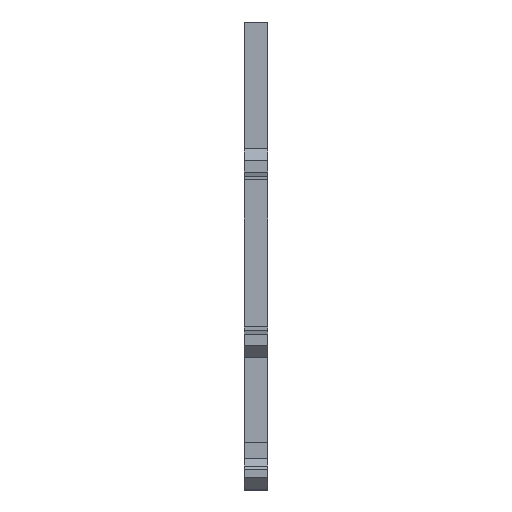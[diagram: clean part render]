
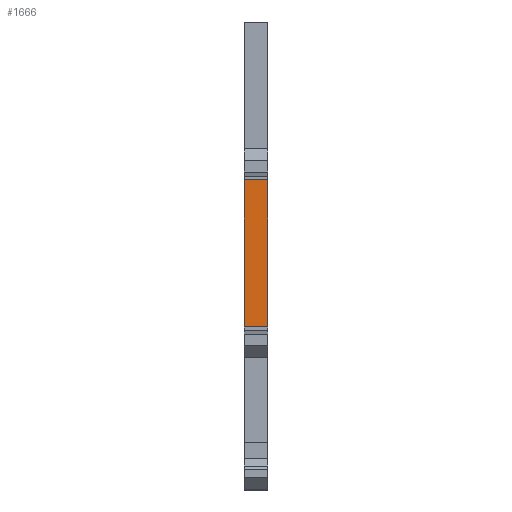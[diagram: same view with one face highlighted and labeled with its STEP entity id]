
A CAD part, top view. The second image highlights one B-rep face of the part: STEP entity #1666.
In plain terms, the highlighted planar face has unit normal (0, 0, 1).
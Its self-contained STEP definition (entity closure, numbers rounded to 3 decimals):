
#31 = AXIS2_PLACEMENT_3D ( 'NONE', #1201, #987, #998 ) ;
#653 = EDGE_LOOP ( 'NONE', ( #980, #988, #990, #1020 ) ) ;
#775 = VERTEX_POINT ( 'NONE', #2886 ) ;
#843 = VERTEX_POINT ( 'NONE', #2371 ) ;
#845 = VERTEX_POINT ( 'NONE', #2539 ) ;
#883 = VERTEX_POINT ( 'NONE', #1976 ) ;
#980 = ORIENTED_EDGE ( 'NONE', *, *, #2246, .F. ) ;
#987 = DIRECTION ( 'NONE',  ( 0., 0., -1. ) ) ;
#988 = ORIENTED_EDGE ( 'NONE', *, *, #2145, .F. ) ;
#990 = ORIENTED_EDGE ( 'NONE', *, *, #2355, .T. ) ;
#998 = DIRECTION ( 'NONE',  ( 0., 1., 0. ) ) ;
#1020 = ORIENTED_EDGE ( 'NONE', *, *, #2433, .T. ) ;
#1061 = PLANE ( 'NONE',  #31 ) ;
#1201 = CARTESIAN_POINT ( 'NONE',  ( 42., 0., 3. ) ) ;
#1375 = VECTOR ( 'NONE', #1836, 1000. ) ;
#1392 = LINE ( 'NONE', #1886, #1375 ) ;
#1437 = VECTOR ( 'NONE', #2037, 1000. ) ;
#1442 = LINE ( 'NONE', #2035, #1437 ) ;
#1605 = VECTOR ( 'NONE', #2273, 1000. ) ;
#1614 = LINE ( 'NONE', #2306, #1605 ) ;
#1666 = ADVANCED_FACE ( 'NONE', ( #2267 ), #1061, .F. ) ;
#1738 = VECTOR ( 'NONE', #2525, 1000. ) ;
#1754 = LINE ( 'NONE', #2517, #1738 ) ;
#1836 = DIRECTION ( 'NONE',  ( 1., 0., 0. ) ) ;
#1886 = CARTESIAN_POINT ( 'NONE',  ( 42., 379., 3. ) ) ;
#1976 = CARTESIAN_POINT ( 'NONE',  ( 42., 379., 3. ) ) ;
#2035 = CARTESIAN_POINT ( 'NONE',  ( 42., 0., 3. ) ) ;
#2037 = DIRECTION ( 'NONE',  ( 0., -1., 0. ) ) ;
#2145 = EDGE_CURVE ( 'NONE', #845, #775, #1754, .T. ) ;
#2246 = EDGE_CURVE ( 'NONE', #775, #843, #1614, .T. ) ;
#2267 = FACE_OUTER_BOUND ( 'NONE', #653, .T. ) ;
#2273 = DIRECTION ( 'NONE',  ( 0., -1., 0. ) ) ;
#2306 = CARTESIAN_POINT ( 'NONE',  ( 45., 0., 3. ) ) ;
#2355 = EDGE_CURVE ( 'NONE', #845, #883, #1442, .T. ) ;
#2371 = CARTESIAN_POINT ( 'NONE',  ( 45., 379., 3. ) ) ;
#2433 = EDGE_CURVE ( 'NONE', #883, #843, #1392, .T. ) ;
#2517 = CARTESIAN_POINT ( 'NONE',  ( 42., 398., 3. ) ) ;
#2525 = DIRECTION ( 'NONE',  ( 1., 0., 0. ) ) ;
#2539 = CARTESIAN_POINT ( 'NONE',  ( 42., 398., 3. ) ) ;
#2886 = CARTESIAN_POINT ( 'NONE',  ( 45., 398., 3. ) ) ;
